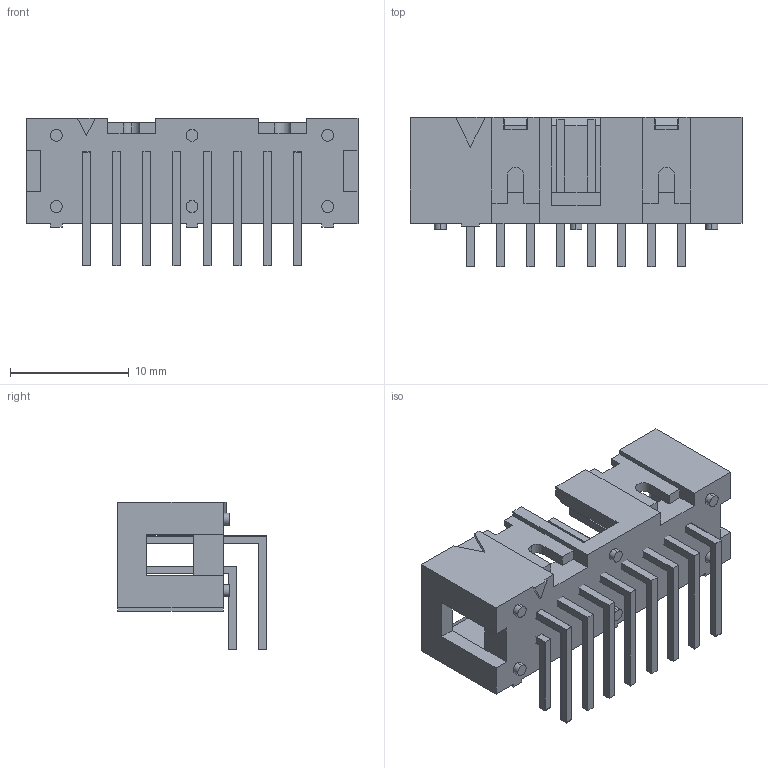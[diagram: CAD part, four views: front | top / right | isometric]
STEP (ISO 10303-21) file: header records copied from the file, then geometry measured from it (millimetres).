
FILE_DESCRIPTION (( 'STEP AP214' ), '1' );
FILE_NAME ('User Library-LP16O.STEP', '2021-09-08T10:25:11', ( '' ), ( '' ), 'SwSTEP 2.0', 'SolidWorks 2021', '' );
FILE_SCHEMA (( 'AUTOMOTIVE_DESIGN' ));
Length unit declared in the file: millimetre
Products named in the file (3): User Library-LP16O; Fusion; LP16O
Assembly tree (2 placements, depth 2):
  User Library-LP16O
    LP16O
    Fusion
Bounding box: 27.94 x 12.52 x 12.45 mm (x, y, z)
Volume: 1202.4 mm3; surface area: 2492.1 mm2
Topology: 17 solids, 17 shells, 272 faces, 684 edges, 452 vertices
Faces by surface type: plane 257, cylinder 15
Entity records: 11235 total; most frequent: CARTESIAN_POINT 1413, ORIENTED_EDGE 1368, DIRECTION 1268, EDGE_CURVE 684, LINE 654, VECTOR 654, VERTEX_POINT 452, AXIS2_PLACEMENT_3D 307
